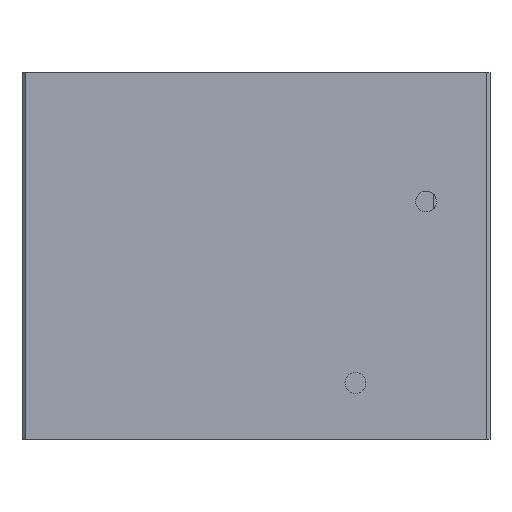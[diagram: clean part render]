
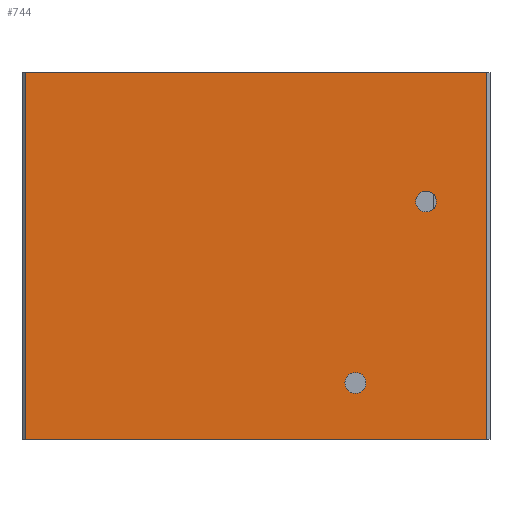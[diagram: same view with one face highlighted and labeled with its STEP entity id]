
A CAD part, left-side view. The second image highlights one B-rep face of the part: STEP entity #744.
In plain terms, the highlighted planar face has unit normal (-1, 0, 0).
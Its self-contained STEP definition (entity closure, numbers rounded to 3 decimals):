
#35=FACE_BOUND('',#151,.T.);
#36=FACE_BOUND('',#152,.T.);
#57=PLANE('',#835);
#96=FACE_OUTER_BOUND('',#150,.T.);
#150=EDGE_LOOP('',(#657,#658,#659,#660));
#151=EDGE_LOOP('',(#661));
#152=EDGE_LOOP('',(#662));
#189=LINE('',#1182,#249);
#196=LINE('',#1196,#256);
#202=LINE('',#1209,#262);
#221=LINE('',#1266,#281);
#249=VECTOR('',#964,10.);
#256=VECTOR('',#973,10.);
#262=VECTOR('',#985,10.);
#281=VECTOR('',#1048,10.);
#288=CIRCLE('',#769,1.666);
#290=CIRCLE('',#772,1.666);
#327=VERTEX_POINT('',#1070);
#331=VERTEX_POINT('',#1088);
#360=VERTEX_POINT('',#1175);
#363=VERTEX_POINT('',#1180);
#369=VERTEX_POINT('',#1194);
#373=VERTEX_POINT('',#1207);
#398=EDGE_CURVE('',#327,#327,#288,.T.);
#402=EDGE_CURVE('',#331,#331,#290,.T.);
#446=EDGE_CURVE('',#363,#360,#189,.T.);
#453=EDGE_CURVE('',#369,#363,#196,.T.);
#459=EDGE_CURVE('',#373,#369,#202,.T.);
#488=EDGE_CURVE('',#360,#373,#221,.T.);
#657=ORIENTED_EDGE('',*,*,#446,.F.);
#658=ORIENTED_EDGE('',*,*,#453,.F.);
#659=ORIENTED_EDGE('',*,*,#459,.F.);
#660=ORIENTED_EDGE('',*,*,#488,.F.);
#661=ORIENTED_EDGE('',*,*,#398,.T.);
#662=ORIENTED_EDGE('',*,*,#402,.T.);
#744=ADVANCED_FACE('',(#96,#35,#36),#57,.T.);
#769=AXIS2_PLACEMENT_3D('',#1072,#859,#860);
#772=AXIS2_PLACEMENT_3D('',#1090,#866,#867);
#835=AXIS2_PLACEMENT_3D('',#1265,#1046,#1047);
#859=DIRECTION('center_axis',(1.,0.,0.));
#860=DIRECTION('ref_axis',(0.,0.,1.));
#866=DIRECTION('center_axis',(1.,0.,0.));
#867=DIRECTION('ref_axis',(0.,0.,1.));
#964=DIRECTION('',(0.,0.,1.));
#973=DIRECTION('',(0.,1.,0.));
#985=DIRECTION('',(0.,0.,-1.));
#1046=DIRECTION('center_axis',(-1.,0.,0.));
#1047=DIRECTION('ref_axis',(0.,-1.,0.));
#1048=DIRECTION('',(0.,-1.,0.));
#1070=CARTESIAN_POINT('',(-36.75,-15.836,7.284));
#1072=CARTESIAN_POINT('Origin',(-36.75,-15.836,8.95));
#1088=CARTESIAN_POINT('',(-36.75,-27.089,36.183));
#1090=CARTESIAN_POINT('Origin',(-36.75,-27.089,37.849));
#1175=CARTESIAN_POINT('',(-36.75,36.771,58.349));
#1180=CARTESIAN_POINT('',(-36.75,36.771,0.));
#1182=CARTESIAN_POINT('',(-36.75,36.771,0.));
#1194=CARTESIAN_POINT('',(-36.75,-36.771,0.));
#1196=CARTESIAN_POINT('',(-36.75,-37.271,0.));
#1207=CARTESIAN_POINT('',(-36.75,-36.771,58.349));
#1209=CARTESIAN_POINT('',(-36.75,-36.771,0.));
#1265=CARTESIAN_POINT('Origin',(-36.75,37.271,0.));
#1266=CARTESIAN_POINT('',(-36.75,-37.271,58.349));
